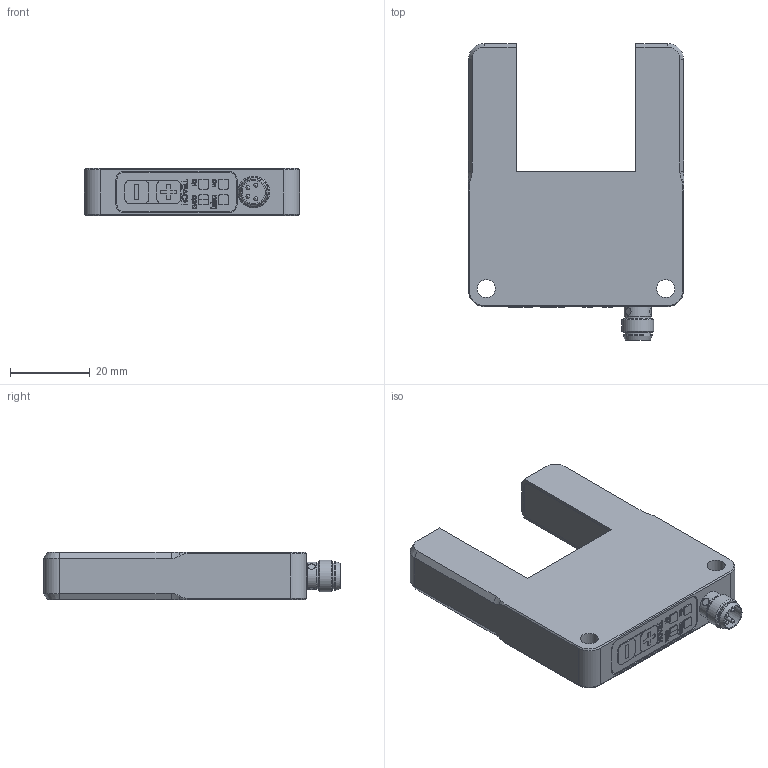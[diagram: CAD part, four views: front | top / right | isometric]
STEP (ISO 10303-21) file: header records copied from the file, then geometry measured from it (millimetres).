
FILE_DESCRIPTION(/* description */ (''),/* implementation_level */ '2;1');
FILE_NAME(/* name */ 'OGUTI 30.stp',/* time_stamp */ '2022-04-27T12:26:02+02:00',/* author */ ('ck'),/* organization */ ('di-soric GmbH & Co. KG'),/* preprocessor_version */ 'ST-DEVELOPER v18.1',/* originating_system */ 'Autodesk Inventor 2022',/* authorisation */ '');
FILE_SCHEMA (('AUTOMOTIVE_DESIGN { 1 0 10303 214 3 1 1 }'));
Length unit declared in the file: millimetre
Products named in the file (1): OGUTI 30
Bounding box: 54 x 74.5 x 12 mm (x, y, z)
Volume: 30488.9 mm3; surface area: 10897.3 mm2
Topology: 1 solids, 7 shells, 592 faces, 1556 edges, 1021 vertices
Faces by surface type: plane 341, cylinder 131, bspline 103, cone 13, sphere 4
Full cylindrical faces by diameter (mm): 1 x4, 2 x2, 4.5 x2, 5.8 x1, 6.4 x1, 6.6 x2, 6.9 x1, 7.2 x1, 8 x1
Entity records: 19081 total; most frequent: CARTESIAN_POINT 4948, ORIENTED_EDGE 3104, DIRECTION 2560, EDGE_CURVE 1552, LINE 1038, VECTOR 1038, VERTEX_POINT 1021, AXIS2_PLACEMENT_3D 761
